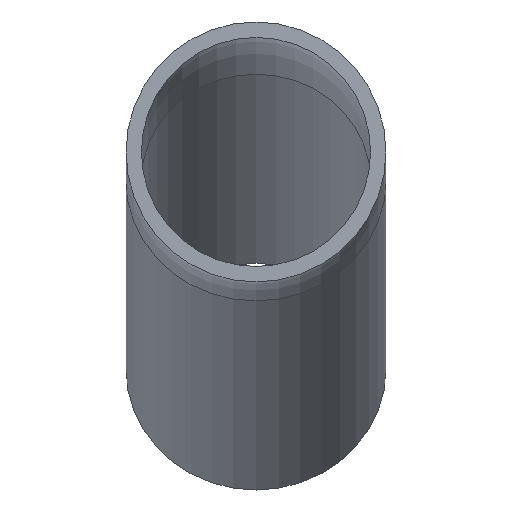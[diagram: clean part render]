
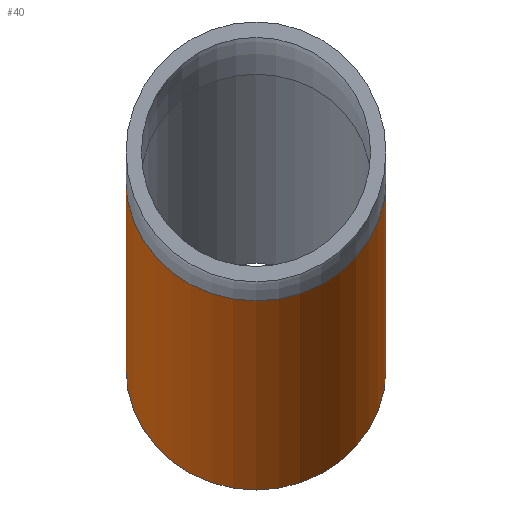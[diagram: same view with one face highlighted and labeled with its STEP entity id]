
A CAD part, left-side view. The second image highlights one B-rep face of the part: STEP entity #40.
In plain terms, the highlighted cylindrical face has radius 225 mm (diameter 450 mm), a full revolution.
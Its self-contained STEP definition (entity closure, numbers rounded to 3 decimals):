
#40 = ADVANCED_FACE( '', ( #81, #82 ), #83, .T. );
#81 = FACE_OUTER_BOUND( '', #120, .T. );
#82 = FACE_OUTER_BOUND( '', #121, .T. );
#83 = CYLINDRICAL_SURFACE( '', #122, 225. );
#120 = EDGE_LOOP( '', ( #161 ) );
#121 = EDGE_LOOP( '', ( #162 ) );
#122 = AXIS2_PLACEMENT_3D( '', #163, #164, #165 );
#161 = ORIENTED_EDGE( '', *, *, #186, .T. );
#162 = ORIENTED_EDGE( '', *, *, #195, .F. );
#163 = CARTESIAN_POINT( '', ( 1936.756, 0., -376.467 ) );
#164 = DIRECTION( '', ( -0.927, 0., 0.375 ) );
#165 = DIRECTION( '', ( -0.375, 0., -0.927 ) );
#186 = EDGE_CURVE( '', #203, #203, #204, .T. );
#195 = EDGE_CURVE( '', #217, #217, #218, .T. );
#203 = VERTEX_POINT( '', #227 );
#204 = CIRCLE( '', #228, 225. );
#217 = VERTEX_POINT( '', #241 );
#218 = CIRCLE( '', #242, 225. );
#227 = CARTESIAN_POINT( '', ( 1126.619, 225., -49.151 ) );
#228 = AXIS2_PLACEMENT_3D( '', #251, #252, #253 );
#241 = CARTESIAN_POINT( '', ( 1852.469, 0., -585.084 ) );
#242 = AXIS2_PLACEMENT_3D( '', #266, #267, #268 );
#251 = CARTESIAN_POINT( '', ( 1126.619, 0., -49.151 ) );
#252 = DIRECTION( '', ( 0.927, 0., -0.375 ) );
#253 = DIRECTION( '', ( 0., 1., 0. ) );
#266 = CARTESIAN_POINT( '', ( 1936.756, 0., -376.467 ) );
#267 = DIRECTION( '', ( 0.927, 0., -0.375 ) );
#268 = DIRECTION( '', ( -0.375, 0., -0.927 ) );
